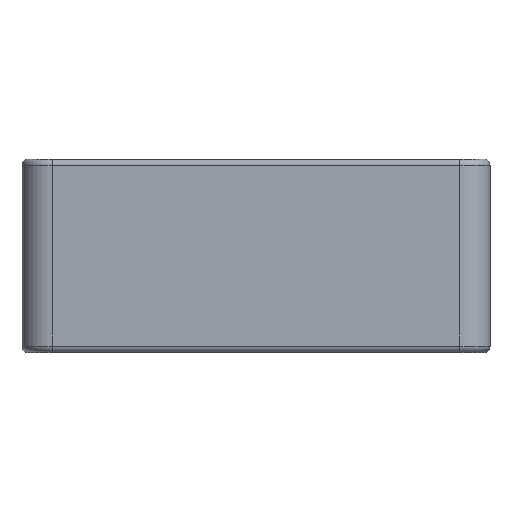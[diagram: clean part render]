
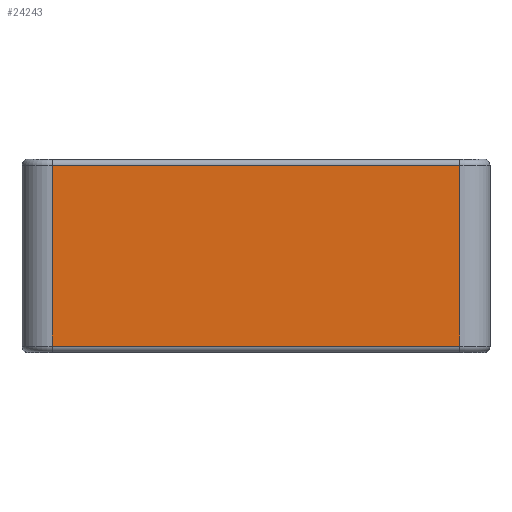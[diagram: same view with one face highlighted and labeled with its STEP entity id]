
A CAD part, top view. The second image highlights one B-rep face of the part: STEP entity #24243.
In plain terms, the highlighted planar face has unit normal (0, 0, 1).
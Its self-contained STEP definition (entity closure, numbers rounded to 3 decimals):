
#300 = CYLINDRICAL_SURFACE('',#301,0.25);
#301 = AXIS2_PLACEMENT_3D('',#302,#303,#304);
#302 = CARTESIAN_POINT('',(-8.45,-3.75,9.45));
#303 = DIRECTION('',(1.,0.,0.));
#304 = DIRECTION('',(0.,0.,1.));
#9849 = VERTEX_POINT('',#9850);
#9850 = CARTESIAN_POINT('',(8.45,-3.75,9.7));
#9865 = CYLINDRICAL_SURFACE('',#9866,1.25);
#9866 = AXIS2_PLACEMENT_3D('',#9867,#9868,#9869);
#9867 = CARTESIAN_POINT('',(8.45,4.,8.45));
#9868 = DIRECTION('',(0.,-1.,0.));
#9869 = DIRECTION('',(0.,0.,1.));
#9901 = VERTEX_POINT('',#9902);
#9902 = CARTESIAN_POINT('',(-8.45,-3.75,9.7));
#9924 = EDGE_CURVE('',#9901,#9849,#9925,.T.);
#9925 = SURFACE_CURVE('',#9926,(#9930,#9937),.PCURVE_S1.);
#9926 = LINE('',#9927,#9928);
#9927 = CARTESIAN_POINT('',(-8.45,-3.75,9.7));
#9928 = VECTOR('',#9929,1.);
#9929 = DIRECTION('',(1.,0.,0.));
#9930 = PCURVE('',#300,#9931);
#9931 = DEFINITIONAL_REPRESENTATION('',(#9932),#9936);
#9932 = LINE('',#9933,#9934);
#9933 = CARTESIAN_POINT('',(0.,0.));
#9934 = VECTOR('',#9935,1.);
#9935 = DIRECTION('',(0.,1.));
#9936 = ( GEOMETRIC_REPRESENTATION_CONTEXT(2) 
PARAMETRIC_REPRESENTATION_CONTEXT() REPRESENTATION_CONTEXT('2D SPACE',''
  ) );
#9937 = PCURVE('',#9938,#9943);
#9938 = PLANE('',#9939);
#9939 = AXIS2_PLACEMENT_3D('',#9940,#9941,#9942);
#9940 = CARTESIAN_POINT('',(-9.7,4.,9.7));
#9941 = DIRECTION('',(0.,0.,1.));
#9942 = DIRECTION('',(1.,0.,0.));
#9943 = DEFINITIONAL_REPRESENTATION('',(#9944),#9948);
#9944 = LINE('',#9945,#9946);
#9945 = CARTESIAN_POINT('',(1.25,-7.75));
#9946 = VECTOR('',#9947,1.);
#9947 = DIRECTION('',(1.,0.));
#9948 = ( GEOMETRIC_REPRESENTATION_CONTEXT(2) 
PARAMETRIC_REPRESENTATION_CONTEXT() REPRESENTATION_CONTEXT('2D SPACE',''
  ) );
#9972 = CYLINDRICAL_SURFACE('',#9973,1.25);
#9973 = AXIS2_PLACEMENT_3D('',#9974,#9975,#9976);
#9974 = CARTESIAN_POINT('',(-8.45,4.,8.45));
#9975 = DIRECTION('',(0.,-1.,0.));
#9976 = DIRECTION('',(0.,0.,1.));
#24195 = VERTEX_POINT('',#24196);
#24196 = CARTESIAN_POINT('',(8.45,3.75,9.7));
#24223 = EDGE_CURVE('',#24195,#9849,#24224,.T.);
#24224 = SURFACE_CURVE('',#24225,(#24229,#24236),.PCURVE_S1.);
#24225 = LINE('',#24226,#24227);
#24226 = CARTESIAN_POINT('',(8.45,4.,9.7));
#24227 = VECTOR('',#24228,1.);
#24228 = DIRECTION('',(0.,-1.,0.));
#24229 = PCURVE('',#9865,#24230);
#24230 = DEFINITIONAL_REPRESENTATION('',(#24231),#24235);
#24231 = LINE('',#24232,#24233);
#24232 = CARTESIAN_POINT('',(6.283,0.));
#24233 = VECTOR('',#24234,1.);
#24234 = DIRECTION('',(-0.,1.));
#24235 = ( GEOMETRIC_REPRESENTATION_CONTEXT(2) 
PARAMETRIC_REPRESENTATION_CONTEXT() REPRESENTATION_CONTEXT('2D SPACE',''
  ) );
#24236 = PCURVE('',#9938,#24237);
#24237 = DEFINITIONAL_REPRESENTATION('',(#24238),#24242);
#24238 = LINE('',#24239,#24240);
#24239 = CARTESIAN_POINT('',(18.15,0.));
#24240 = VECTOR('',#24241,1.);
#24241 = DIRECTION('',(0.,-1.));
#24242 = ( GEOMETRIC_REPRESENTATION_CONTEXT(2) 
PARAMETRIC_REPRESENTATION_CONTEXT() REPRESENTATION_CONTEXT('2D SPACE',''
  ) );
#24243 = ADVANCED_FACE('',(#24244),#9938,.T.);
#24244 = FACE_BOUND('',#24245,.T.);
#24245 = EDGE_LOOP('',(#24246,#24269,#24270,#24271));
#24246 = ORIENTED_EDGE('',*,*,#24247,.T.);
#24247 = EDGE_CURVE('',#24248,#9901,#24250,.T.);
#24248 = VERTEX_POINT('',#24249);
#24249 = CARTESIAN_POINT('',(-8.45,3.75,9.7));
#24250 = SURFACE_CURVE('',#24251,(#24255,#24262),.PCURVE_S1.);
#24251 = LINE('',#24252,#24253);
#24252 = CARTESIAN_POINT('',(-8.45,4.,9.7));
#24253 = VECTOR('',#24254,1.);
#24254 = DIRECTION('',(0.,-1.,0.));
#24255 = PCURVE('',#9938,#24256);
#24256 = DEFINITIONAL_REPRESENTATION('',(#24257),#24261);
#24257 = LINE('',#24258,#24259);
#24258 = CARTESIAN_POINT('',(1.25,0.));
#24259 = VECTOR('',#24260,1.);
#24260 = DIRECTION('',(0.,-1.));
#24261 = ( GEOMETRIC_REPRESENTATION_CONTEXT(2) 
PARAMETRIC_REPRESENTATION_CONTEXT() REPRESENTATION_CONTEXT('2D SPACE',''
  ) );
#24262 = PCURVE('',#9972,#24263);
#24263 = DEFINITIONAL_REPRESENTATION('',(#24264),#24268);
#24264 = LINE('',#24265,#24266);
#24265 = CARTESIAN_POINT('',(0.,0.));
#24266 = VECTOR('',#24267,1.);
#24267 = DIRECTION('',(0.,1.));
#24268 = ( GEOMETRIC_REPRESENTATION_CONTEXT(2) 
PARAMETRIC_REPRESENTATION_CONTEXT() REPRESENTATION_CONTEXT('2D SPACE',''
  ) );
#24269 = ORIENTED_EDGE('',*,*,#9924,.T.);
#24270 = ORIENTED_EDGE('',*,*,#24223,.F.);
#24271 = ORIENTED_EDGE('',*,*,#24272,.F.);
#24272 = EDGE_CURVE('',#24248,#24195,#24273,.T.);
#24273 = SURFACE_CURVE('',#24274,(#24278,#24285),.PCURVE_S1.);
#24274 = LINE('',#24275,#24276);
#24275 = CARTESIAN_POINT('',(-8.45,3.75,9.7));
#24276 = VECTOR('',#24277,1.);
#24277 = DIRECTION('',(1.,0.,0.));
#24278 = PCURVE('',#9938,#24279);
#24279 = DEFINITIONAL_REPRESENTATION('',(#24280),#24284);
#24280 = LINE('',#24281,#24282);
#24281 = CARTESIAN_POINT('',(1.25,-0.25));
#24282 = VECTOR('',#24283,1.);
#24283 = DIRECTION('',(1.,0.));
#24284 = ( GEOMETRIC_REPRESENTATION_CONTEXT(2) 
PARAMETRIC_REPRESENTATION_CONTEXT() REPRESENTATION_CONTEXT('2D SPACE',''
  ) );
#24285 = PCURVE('',#24286,#24291);
#24286 = CYLINDRICAL_SURFACE('',#24287,0.25);
#24287 = AXIS2_PLACEMENT_3D('',#24288,#24289,#24290);
#24288 = CARTESIAN_POINT('',(-8.45,3.75,9.45));
#24289 = DIRECTION('',(1.,0.,0.));
#24290 = DIRECTION('',(0.,0.,1.));
#24291 = DEFINITIONAL_REPRESENTATION('',(#24292),#24296);
#24292 = LINE('',#24293,#24294);
#24293 = CARTESIAN_POINT('',(6.283,0.));
#24294 = VECTOR('',#24295,1.);
#24295 = DIRECTION('',(-0.,1.));
#24296 = ( GEOMETRIC_REPRESENTATION_CONTEXT(2) 
PARAMETRIC_REPRESENTATION_CONTEXT() REPRESENTATION_CONTEXT('2D SPACE',''
  ) );
